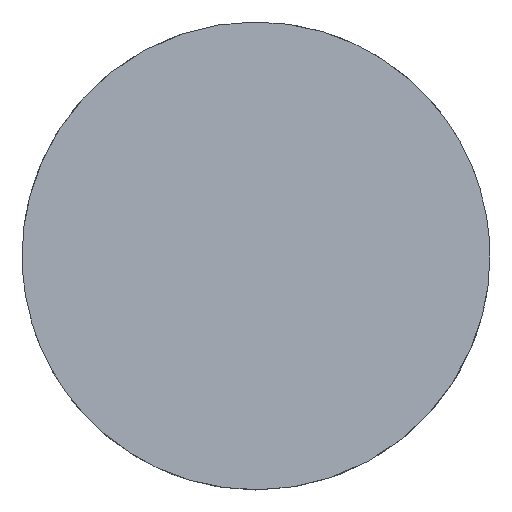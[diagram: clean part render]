
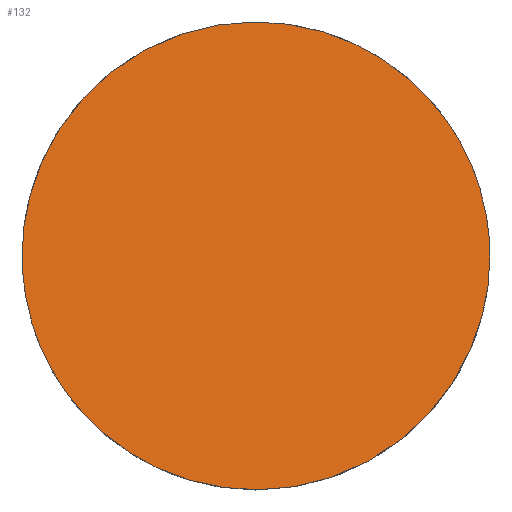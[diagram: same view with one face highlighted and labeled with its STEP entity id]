
A CAD part, top view. The second image highlights one B-rep face of the part: STEP entity #132.
In plain terms, the highlighted planar face has unit normal (0.256, 0, 0.967).
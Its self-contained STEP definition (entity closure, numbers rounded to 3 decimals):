
#5 = VERTEX_POINT ( 'NONE', #26 ) ;
#8 = ORIENTED_EDGE ( 'NONE', *, *, #135, .F. ) ;
#10 = CARTESIAN_POINT ( 'NONE',  ( -12.5, -25., 9.629 ) ) ;
#26 = CARTESIAN_POINT ( 'NONE',  ( -12.5, 0., 9.629 ) ) ;
#27 =( BOUNDED_CURVE ( )  B_SPLINE_CURVE ( 3, ( #82, #214, #63, #179 ),
 .UNSPECIFIED., .F., .F. ) 
 B_SPLINE_CURVE_WITH_KNOTS ( ( 4, 4 ),
 ( 3.142, 6.283 ),
 .UNSPECIFIED. ) 
 CURVE ( )  GEOMETRIC_REPRESENTATION_ITEM ( )  RATIONAL_B_SPLINE_CURVE ( ( 1., 0.333, 0.333, 1. ) ) 
 REPRESENTATION_ITEM ( '' )  );
#29 = EDGE_LOOP ( 'NONE', ( #8, #101 ) ) ;
#30 = DIRECTION ( 'NONE',  ( -0.256, 0., -0.967 ) ) ;
#36 = AXIS2_PLACEMENT_3D ( 'NONE', #160, #30, #83 ) ;
#63 = CARTESIAN_POINT ( 'NONE',  ( 12.5, 25., 3. ) ) ;
#65 = CARTESIAN_POINT ( 'NONE',  ( 12.5, 0., 3. ) ) ;
#82 = CARTESIAN_POINT ( 'NONE',  ( -12.5, 0., 9.629 ) ) ;
#83 = DIRECTION ( 'NONE',  ( -0.967, 0., 0.256 ) ) ;
#101 = ORIENTED_EDGE ( 'NONE', *, *, #128, .F. ) ;
#105 = CARTESIAN_POINT ( 'NONE',  ( -12.5, 0., 9.629 ) ) ;
#124 = CARTESIAN_POINT ( 'NONE',  ( 12.5, -25., 3. ) ) ;
#128 = EDGE_CURVE ( 'NONE', #162, #5, #186, .T. ) ;
#132 = ADVANCED_FACE ( 'NONE', ( #213 ), #216, .F. ) ;
#135 = EDGE_CURVE ( 'NONE', #5, #162, #27, .T. ) ;
#160 = CARTESIAN_POINT ( 'NONE',  ( 12.5, -25., 3. ) ) ;
#162 = VERTEX_POINT ( 'NONE', #65 ) ;
#179 = CARTESIAN_POINT ( 'NONE',  ( 12.5, 0., 3. ) ) ;
#186 =( BOUNDED_CURVE ( )  B_SPLINE_CURVE ( 3, ( #241, #124, #10, #105 ),
 .UNSPECIFIED., .F., .T. ) 
 B_SPLINE_CURVE_WITH_KNOTS ( ( 4, 4 ),
 ( 0., 3.142 ),
 .UNSPECIFIED. ) 
 CURVE ( )  GEOMETRIC_REPRESENTATION_ITEM ( )  RATIONAL_B_SPLINE_CURVE ( ( 1., 0.333, 0.333, 1. ) ) 
 REPRESENTATION_ITEM ( '' )  );
#213 = FACE_OUTER_BOUND ( 'NONE', #29, .T. ) ;
#214 = CARTESIAN_POINT ( 'NONE',  ( -12.5, 25., 9.629 ) ) ;
#216 = PLANE ( 'NONE',  #36 ) ;
#241 = CARTESIAN_POINT ( 'NONE',  ( 12.5, 0., 3. ) ) ;
